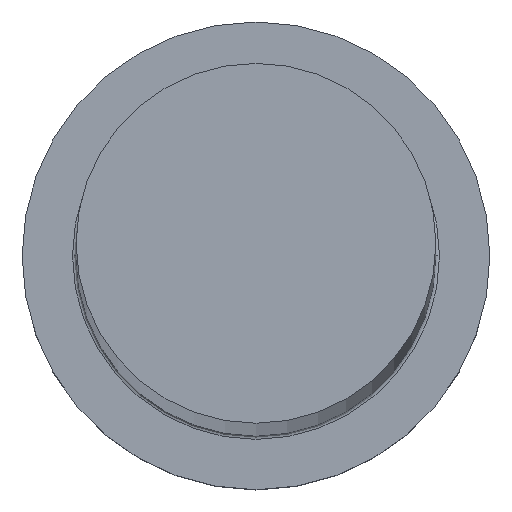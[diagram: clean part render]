
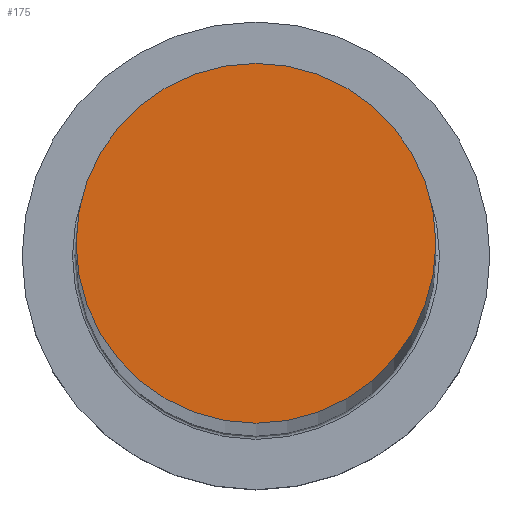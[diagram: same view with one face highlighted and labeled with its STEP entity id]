
A CAD part, top view. The second image highlights one B-rep face of the part: STEP entity #175.
In plain terms, the highlighted planar face has unit normal (0, 0, 1).
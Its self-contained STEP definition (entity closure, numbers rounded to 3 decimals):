
#11 = VERTEX_POINT ( 'NONE', #93 ) ;
#17 = CIRCLE ( 'NONE', #110, 10. ) ;
#24 = CARTESIAN_POINT ( 'NONE',  ( 0., 0., 408. ) ) ;
#48 = DIRECTION ( 'NONE',  ( 1., 0., 0. ) ) ;
#71 = EDGE_CURVE ( 'NONE', #11, #159, #170, .T. ) ;
#73 = PLANE ( 'NONE',  #282 ) ;
#85 = ORIENTED_EDGE ( 'NONE', *, *, #154, .T. ) ;
#88 = EDGE_LOOP ( 'NONE', ( #191, #85 ) ) ;
#93 = CARTESIAN_POINT ( 'NONE',  ( -10., 0., 408. ) ) ;
#94 = AXIS2_PLACEMENT_3D ( 'NONE', #188, #144, #141 ) ;
#110 = AXIS2_PLACEMENT_3D ( 'NONE', #176, #174, #146 ) ;
#126 = CARTESIAN_POINT ( 'NONE',  ( 10., 0., 408. ) ) ;
#141 = DIRECTION ( 'NONE',  ( 1., 0., 0. ) ) ;
#144 = DIRECTION ( 'NONE',  ( 0., 0., 1. ) ) ;
#146 = DIRECTION ( 'NONE',  ( 1., 0., 0. ) ) ;
#154 = EDGE_CURVE ( 'NONE', #159, #11, #17, .T. ) ;
#159 = VERTEX_POINT ( 'NONE', #126 ) ;
#170 = CIRCLE ( 'NONE', #94, 10. ) ;
#174 = DIRECTION ( 'NONE',  ( 0., 0., 1. ) ) ;
#175 = ADVANCED_FACE ( 'NONE', ( #218 ), #73, .T. ) ;
#176 = CARTESIAN_POINT ( 'NONE',  ( 0., 0., 408. ) ) ;
#188 = CARTESIAN_POINT ( 'NONE',  ( 0., 0., 408. ) ) ;
#191 = ORIENTED_EDGE ( 'NONE', *, *, #71, .T. ) ;
#218 = FACE_OUTER_BOUND ( 'NONE', #88, .T. ) ;
#219 = DIRECTION ( 'NONE',  ( 0., 0., 1. ) ) ;
#282 = AXIS2_PLACEMENT_3D ( 'NONE', #24, #219, #48 ) ;
